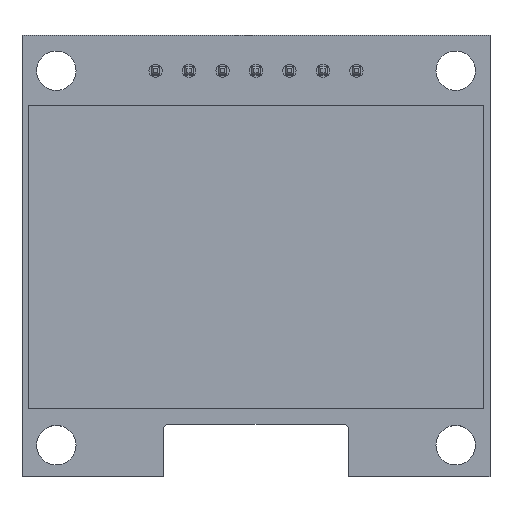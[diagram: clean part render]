
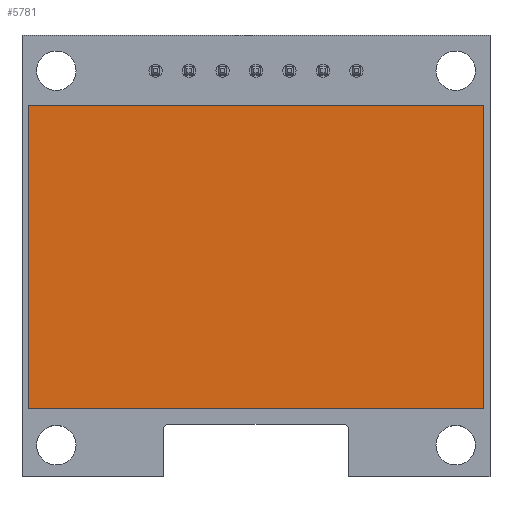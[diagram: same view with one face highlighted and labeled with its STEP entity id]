
A CAD part, top view. The second image highlights one B-rep face of the part: STEP entity #5781.
In plain terms, the highlighted planar face has unit normal (0, 0, 1).
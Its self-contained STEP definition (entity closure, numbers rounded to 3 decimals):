
#5670=CARTESIAN_POINT('',(-17.275,11.45,2.8));
#5671=VERTEX_POINT('',#5670);
#5678=CARTESIAN_POINT('',(17.275,11.45,2.8));
#5679=VERTEX_POINT('',#5678);
#5680=CARTESIAN_POINT('',(-17.275,11.45,2.8));
#5681=DIRECTION('',(1.,0.,-0.));
#5682=VECTOR('',#5681,34.55);
#5683=LINE('',#5680,#5682);
#5684=EDGE_CURVE('',#5671,#5679,#5683,.T.);
#5701=CARTESIAN_POINT('',(-17.275,-11.55,2.8));
#5702=VERTEX_POINT('',#5701);
#5709=CARTESIAN_POINT('',(-17.275,11.45,2.8));
#5710=DIRECTION('',(0.,-1.,0.));
#5711=VECTOR('',#5710,23.);
#5712=LINE('',#5709,#5711);
#5713=EDGE_CURVE('',#5671,#5702,#5712,.T.);
#5733=CARTESIAN_POINT('',(17.275,-11.55,2.8));
#5734=VERTEX_POINT('',#5733);
#5741=CARTESIAN_POINT('',(-17.275,-11.55,2.8));
#5742=DIRECTION('',(1.,0.,0.));
#5743=VECTOR('',#5742,34.55);
#5744=LINE('',#5741,#5743);
#5745=EDGE_CURVE('',#5702,#5734,#5744,.T.);
#5759=CARTESIAN_POINT('',(17.275,11.45,2.8));
#5760=DIRECTION('',(0.,-1.,0.));
#5761=VECTOR('',#5760,23.);
#5762=LINE('',#5759,#5761);
#5763=EDGE_CURVE('',#5679,#5734,#5762,.T.);
#5770=CARTESIAN_POINT('',(0.,0.,2.8));
#5771=DIRECTION('',(0.,0.,1.));
#5772=DIRECTION('',(1.,0.,0.));
#5773=AXIS2_PLACEMENT_3D('',#5770,#5771,#5772);
#5774=PLANE('',#5773);
#5775=ORIENTED_EDGE('',*,*,#5684,.F.);
#5776=ORIENTED_EDGE('',*,*,#5713,.T.);
#5777=ORIENTED_EDGE('',*,*,#5745,.T.);
#5778=ORIENTED_EDGE('',*,*,#5763,.F.);
#5779=EDGE_LOOP('',(#5775,#5776,#5777,#5778));
#5780=FACE_BOUND('',#5779,.T.);
#5781=ADVANCED_FACE('',(#5780),#5774,.T.);
